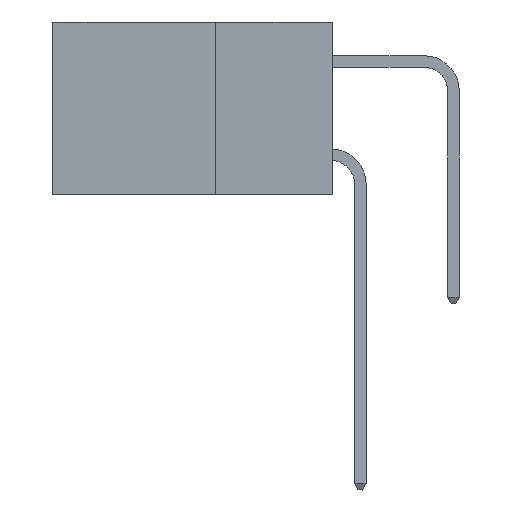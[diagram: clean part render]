
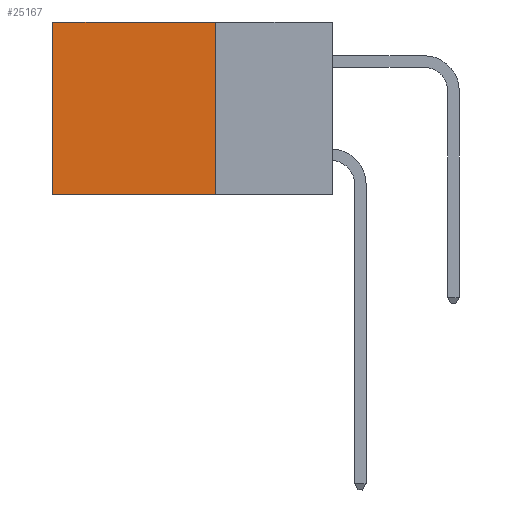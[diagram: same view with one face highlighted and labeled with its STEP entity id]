
A CAD part, left-side view. The second image highlights one B-rep face of the part: STEP entity #25167.
In plain terms, the highlighted planar face has unit normal (-1, 0, 0).
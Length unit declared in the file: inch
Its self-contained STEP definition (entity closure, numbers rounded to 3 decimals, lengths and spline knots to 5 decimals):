
#586 = CARTESIAN_POINT ( 'NONE',  ( 0.298, 0.6, -0.37 ) ) ;
#1019 = LINE ( 'NONE', #5476, #6962 ) ;
#1374 = VECTOR ( 'NONE', #30029, 39.37008 ) ;
#1789 = CARTESIAN_POINT ( 'NONE',  ( 0.298, 0.25, 0. ) ) ;
#2914 = EDGE_CURVE ( 'NONE', #12326, #31557, #28069, .T. ) ;
#3487 = ORIENTED_EDGE ( 'NONE', *, *, #6599, .T. ) ;
#4236 = ORIENTED_EDGE ( 'NONE', *, *, #15196, .F. ) ;
#4684 = ORIENTED_EDGE ( 'NONE', *, *, #28500, .F. ) ;
#5476 = CARTESIAN_POINT ( 'NONE',  ( 0.298, 0.6, 0. ) ) ;
#6599 = EDGE_CURVE ( 'NONE', #31557, #23570, #1019, .T. ) ;
#6778 = VECTOR ( 'NONE', #7031, 39.37008 ) ;
#6962 = VECTOR ( 'NONE', #23242, 39.37008 ) ;
#7031 = DIRECTION ( 'NONE',  ( 0., 0., -1. ) ) ;
#9234 = LINE ( 'NONE', #9899, #30751 ) ;
#9280 = DIRECTION ( 'NONE',  ( 1., 0., 0. ) ) ;
#9899 = CARTESIAN_POINT ( 'NONE',  ( 0.298, 0.25, -0.37 ) ) ;
#12116 = CARTESIAN_POINT ( 'NONE',  ( 0.298, 0.6, 0. ) ) ;
#12326 = VERTEX_POINT ( 'NONE', #28080 ) ;
#14112 = DIRECTION ( 'NONE',  ( 0., 0., -1. ) ) ;
#14829 = CARTESIAN_POINT ( 'NONE',  ( 0.298, 0.25, 0. ) ) ;
#14989 = EDGE_LOOP ( 'NONE', ( #3487, #4684, #4236, #18544 ) ) ;
#15196 = EDGE_CURVE ( 'NONE', #12326, #22581, #20456, .T. ) ;
#17120 = CARTESIAN_POINT ( 'NONE',  ( 0.298, 0.25, 0. ) ) ;
#17497 = AXIS2_PLACEMENT_3D ( 'NONE', #1789, #9280, #14112 ) ;
#18544 = ORIENTED_EDGE ( 'NONE', *, *, #2914, .T. ) ;
#19966 = DIRECTION ( 'NONE',  ( 0., 1., 0. ) ) ;
#20456 = LINE ( 'NONE', #17120, #6778 ) ;
#21687 = FACE_OUTER_BOUND ( 'NONE', #14989, .T. ) ;
#21727 = PLANE ( 'NONE',  #17497 ) ;
#22581 = VERTEX_POINT ( 'NONE', #25786 ) ;
#23242 = DIRECTION ( 'NONE',  ( 0., 0., -1. ) ) ;
#23570 = VERTEX_POINT ( 'NONE', #586 ) ;
#25167 = ADVANCED_FACE ( 'NONE', ( #21687 ), #21727, .F. ) ;
#25786 = CARTESIAN_POINT ( 'NONE',  ( 0.298, 0.25, -0.37 ) ) ;
#28069 = LINE ( 'NONE', #14829, #1374 ) ;
#28080 = CARTESIAN_POINT ( 'NONE',  ( 0.298, 0.25, 0. ) ) ;
#28500 = EDGE_CURVE ( 'NONE', #22581, #23570, #9234, .T. ) ;
#30029 = DIRECTION ( 'NONE',  ( 0., 1., 0. ) ) ;
#30751 = VECTOR ( 'NONE', #19966, 39.37008 ) ;
#31557 = VERTEX_POINT ( 'NONE', #12116 ) ;
